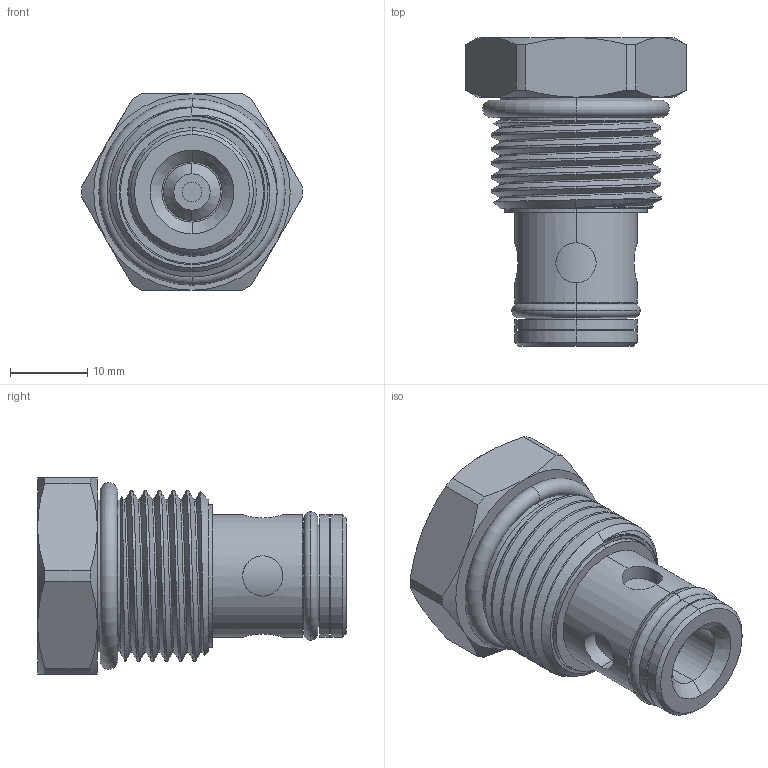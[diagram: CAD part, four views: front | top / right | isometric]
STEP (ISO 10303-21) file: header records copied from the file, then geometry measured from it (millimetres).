
FILE_DESCRIPTION (( 'STEP AP203' ), '1' );
FILE_NAME ('NC10W20-N.STEP', '2016-06-07T07:31:29', ( '' ), ( '' ), 'SwSTEP 2.0', 'SolidWorks 2012', '' );
FILE_SCHEMA (( 'CONFIG_CONTROL_DESIGN' ));
Length unit declared in the file: millimetre
Products named in the file (1): NC10W20-N
Bounding box: 28.57 x 39.9 x 25.4 mm (x, y, z)
Volume: 12359.8 mm3; surface area: 5428.5 mm2
Topology: 3 solids, 3 shells, 109 faces, 252 edges, 159 vertices
Faces by surface type: cylinder 53, cone 26, plane 21, torus 6, bspline 3
Entity records: 4767 total; most frequent: CARTESIAN_POINT 2320, ORIENTED_EDGE 504, DIRECTION 483, EDGE_CURVE 252, AXIS2_PLACEMENT_3D 206, VERTEX_POINT 159, EDGE_LOOP 123, ADVANCED_FACE 109
